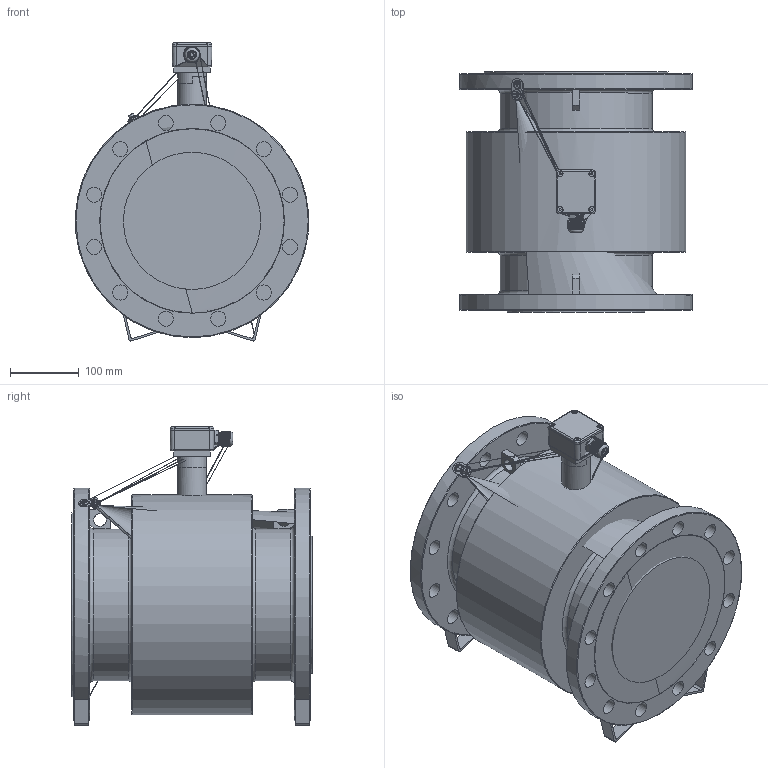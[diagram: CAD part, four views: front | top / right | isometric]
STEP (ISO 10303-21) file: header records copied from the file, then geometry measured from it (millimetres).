
FILE_DESCRIPTION(/* description */ (''),/* implementation_level */ '2;1');
FILE_NAME(/* name */ 'Flowmeter DN200 PN16 Separate.step',/* time_stamp */ '2023-10-06T12:23:17+03:00',/* author */ (''),/* organization */ (''),/* preprocessor_version */ 'ST-DEVELOPER v20',/* originating_system */ 'Autodesk Translation Framework v12.14.0.127',/* authorisation */ '');
FILE_SCHEMA (('AUTOMOTIVE_DESIGN { 1 0 10303 214 3 1 1 }'));
Length unit declared in the file: millimetre
Products named in the file (4): (Unsaved); Flowmeter v11; B_Separate_version; box
Assembly tree (3 placements, depth 4):
  (Unsaved)
    Flowmeter v11
      B_Separate_version
        box
Bounding box: 339.57 x 350 x 434 mm (x, y, z)
Volume: 8973914.2 mm3; surface area: 885446.6 mm2
Topology: 2 solids, 2 shells, 1471 faces, 3450 edges, 2003 vertices
Faces by surface type: plane 461, cylinder 444, bspline 250, sphere 156, torus 102, cone 58
Full cylindrical faces by diameter (mm): 3.332 x2, 3.961 x9, 4.234 x4, 4.5 x2, 5 x7, 5.5 x1, 6 x1, 7 x4, 8 x4, 10.394 x1, 10.9 x1, 11.3 x1, 12.394 x1, 13 x1, 14 x1, 15 x1, 17 x2, 18 x2, 21 x1, 22 x24, 24.5 x1, 42 x3, 200 x1, 221.5 x2, 268 x2, 320 x1
Entity records: 73636 total; most frequent: CARTESIAN_POINT 39599, DIRECTION 6951, ORIENTED_EDGE 6918, EDGE_CURVE 3450, AXIS2_PLACEMENT_3D 2753, VERTEX_POINT 2012, EDGE_LOOP 1575, FACE_OUTER_BOUND 1471
